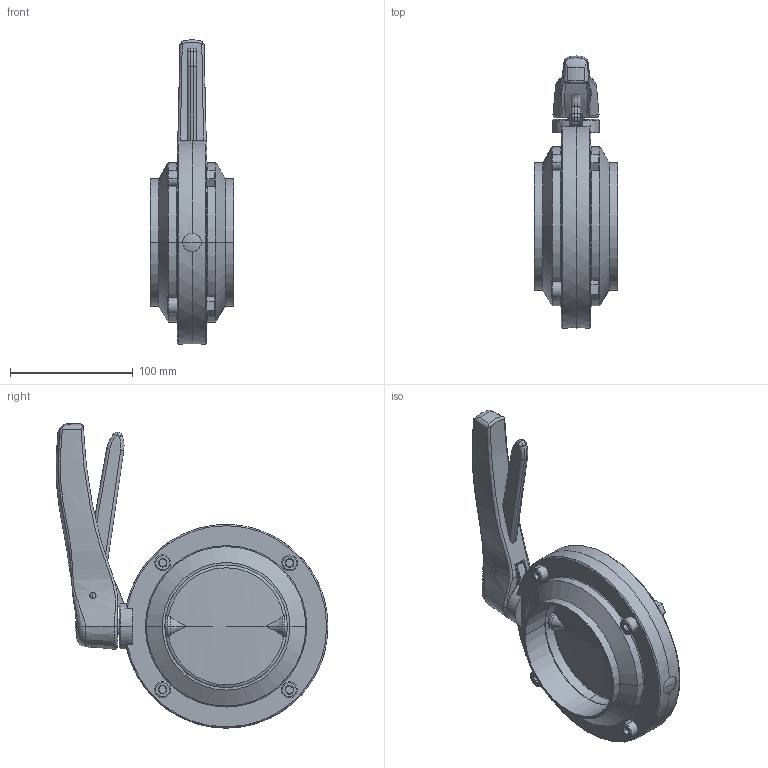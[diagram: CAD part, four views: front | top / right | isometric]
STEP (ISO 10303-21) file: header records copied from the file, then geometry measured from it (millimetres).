
FILE_DESCRIPTION(('OneSpaceDesigner STEP Export'),'2;1');
FILE_NAME('4301.100.xxx-xxx.stp','2010-03-04T10:27:07',(''),(''),'OneSpace Designer STEP processor (Jan. 2003) for AP214(CD)(Solid Model)','OneSpace Designer 12.01F 09-Nov-2004 (C) CoCreate Software GmbH','');
FILE_SCHEMA(('AUTOMOTIVE_DESIGN_CC2 {1 2 10303 214 -1 1 5 1}'));
Length unit declared in the file: millimetre
Products named in the file (2): 4301.100.420-041.1_1; 4301.100.420-041.1
Assembly tree (1 placements, depth 2):
  4301.100.420-041.1
    4301.100.420-041.1_1
Bounding box: 68 x 221.55 x 248 mm (x, y, z)
Volume: 662662.7 mm3; surface area: 145333.1 mm2
Topology: 1 solids, 1 shells, 336 faces, 863 edges, 529 vertices
Faces by surface type: plane 111, cylinder 80, torus 68, cone 41, bspline 18, sphere 12, extrusion 5, revolution 1
Entity records: 24221 total; most frequent: CARTESIAN_POINT 14569, ORIENTED_EDGE 1702, DIRECTION 1037, EDGE_CURVE 851, VERTEX_POINT 529, AXIS2_PLACEMENT_3D 365, EDGE_LOOP 360, COLOUR_RGB 337
